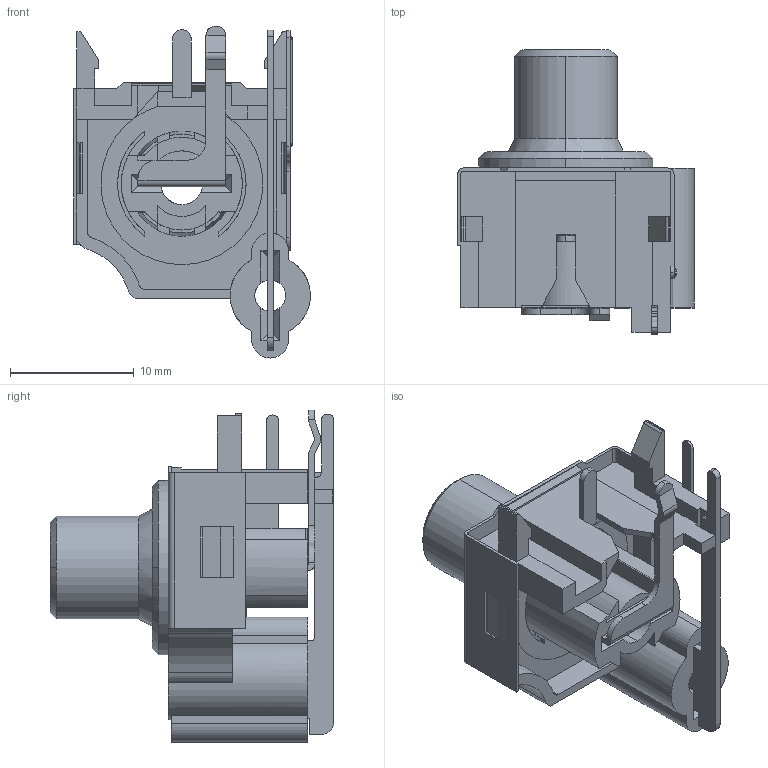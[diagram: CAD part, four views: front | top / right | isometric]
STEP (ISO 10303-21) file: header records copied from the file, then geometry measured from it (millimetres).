
FILE_DESCRIPTION (( 'STEP AP214' ), '1' );
FILE_NAME ('AV1-8.4-8B_black.STEP', '2017-08-04T14:56:11', ( '' ), ( '' ), 'SwSTEP 2.0', 'SolidWorks 2016', '' );
FILE_SCHEMA (( 'AUTOMOTIVE_DESIGN' ));
Length unit declared in the file: millimetre
Products named in the file (2): PRT0001; AV1-8.4-8B_black
Assembly tree (1 placements, depth 2):
  AV1-8.4-8B_black
    PRT0001
Bounding box: 19.15 x 22.95 x 26.85 mm (x, y, z)
Volume: 2414.4 mm3; surface area: 2949.3 mm2
Topology: 1 solids, 1 shells, 317 faces, 916 edges, 591 vertices
Faces by surface type: plane 201, cylinder 90, cone 17, bspline 9
Entity records: 15365 total; most frequent: CARTESIAN_POINT 3971, ORIENTED_EDGE 1816, DIRECTION 1362, EDGE_CURVE 908, LINE 606, VECTOR 606, VERTEX_POINT 591, AXIS2_PLACEMENT_3D 378
